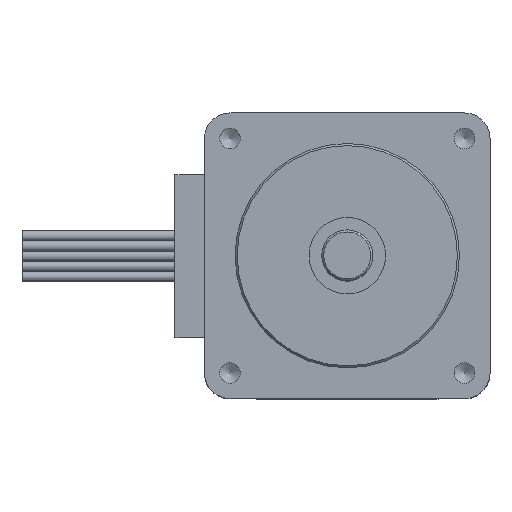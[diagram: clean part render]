
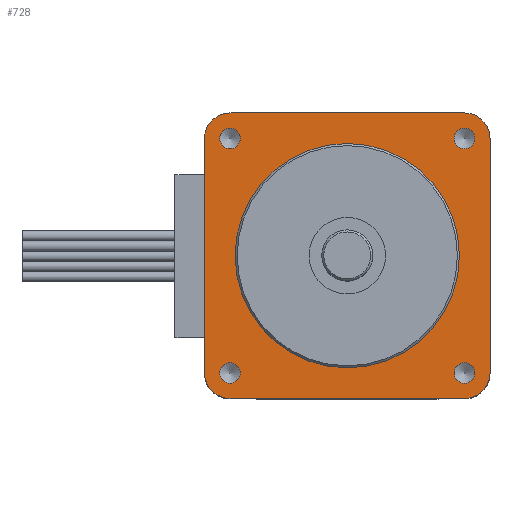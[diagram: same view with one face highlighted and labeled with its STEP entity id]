
A CAD part, top view. The second image highlights one B-rep face of the part: STEP entity #728.
In plain terms, the highlighted planar face has unit normal (0, 0, 1).
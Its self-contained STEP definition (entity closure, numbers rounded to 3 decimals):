
#168=CARTESIAN_POINT('',(11.0,0.,7.6));
#169=VERTEX_POINT('',#168);
#170=CARTESIAN_POINT('',(0.0,0.0,7.6));
#171=DIRECTION('',(0.0,0.0,-1.0));
#172=DIRECTION('',(-1.0,0.0,0.0));
#173=AXIS2_PLACEMENT_3D('',#170,#171,#172);
#174=CIRCLE('',#173,11.0);
#175=EDGE_CURVE('',#169,#169,#174,.T.);
#297=CARTESIAN_POINT('',(-12.507,-11.5,7.6));
#298=VERTEX_POINT('',#297);
#299=CARTESIAN_POINT('',(-11.5,-11.5,7.6));
#300=DIRECTION('',(0.0,0.0,-1.0));
#301=DIRECTION('',(1.0,0.0,0.0));
#302=AXIS2_PLACEMENT_3D('',#299,#300,#301);
#303=CIRCLE('',#302,1.007);
#304=EDGE_CURVE('',#298,#298,#303,.T.);
#334=CARTESIAN_POINT('',(10.494,-11.5,7.6));
#335=VERTEX_POINT('',#334);
#336=CARTESIAN_POINT('',(11.5,-11.5,7.6));
#337=DIRECTION('',(0.0,0.0,-1.0));
#338=DIRECTION('',(1.0,0.0,0.0));
#339=AXIS2_PLACEMENT_3D('',#336,#337,#338);
#340=CIRCLE('',#339,1.007);
#341=EDGE_CURVE('',#335,#335,#340,.T.);
#371=CARTESIAN_POINT('',(-12.507,11.5,7.6));
#372=VERTEX_POINT('',#371);
#373=CARTESIAN_POINT('',(-11.5,11.5,7.6));
#374=DIRECTION('',(0.0,0.0,-1.0));
#375=DIRECTION('',(1.0,0.0,0.0));
#376=AXIS2_PLACEMENT_3D('',#373,#374,#375);
#377=CIRCLE('',#376,1.007);
#378=EDGE_CURVE('',#372,#372,#377,.T.);
#408=CARTESIAN_POINT('',(10.494,11.5,7.6));
#409=VERTEX_POINT('',#408);
#410=CARTESIAN_POINT('',(11.5,11.5,7.6));
#411=DIRECTION('',(0.0,0.0,-1.0));
#412=DIRECTION('',(1.0,0.0,0.0));
#413=AXIS2_PLACEMENT_3D('',#410,#411,#412);
#414=CIRCLE('',#413,1.007);
#415=EDGE_CURVE('',#409,#409,#414,.T.);
#428=CARTESIAN_POINT('',(-11.5,14.,7.6));
#429=VERTEX_POINT('',#428);
#430=CARTESIAN_POINT('',(11.5,14.,7.6));
#431=VERTEX_POINT('',#430);
#432=CARTESIAN_POINT('',(-11.5,14.,7.6));
#433=DIRECTION('',(1.0,0.0,0.0));
#434=VECTOR('',#433,23.);
#435=LINE('',#432,#434);
#436=EDGE_CURVE('',#429,#431,#435,.T.);
#468=CARTESIAN_POINT('',(14.,11.5,7.6));
#469=VERTEX_POINT('',#468);
#470=CARTESIAN_POINT('',(11.5,11.5,7.6));
#471=DIRECTION('',(0.0,0.0,-1.0));
#472=DIRECTION('',(1.0,0.0,0.0));
#473=AXIS2_PLACEMENT_3D('',#470,#471,#472);
#474=CIRCLE('',#473,2.5);
#475=EDGE_CURVE('',#431,#469,#474,.T.);
#501=CARTESIAN_POINT('',(14.,-11.5,7.6));
#502=VERTEX_POINT('',#501);
#503=CARTESIAN_POINT('',(14.,11.5,7.6));
#504=DIRECTION('',(0.0,-1.0,0.0));
#505=VECTOR('',#504,23.);
#506=LINE('',#503,#505);
#507=EDGE_CURVE('',#469,#502,#506,.T.);
#532=CARTESIAN_POINT('',(11.5,-14.,7.6));
#533=VERTEX_POINT('',#532);
#534=CARTESIAN_POINT('',(11.5,-11.5,7.6));
#535=DIRECTION('',(0.0,0.0,-1.0));
#536=DIRECTION('',(0.0,-1.0,0.0));
#537=AXIS2_PLACEMENT_3D('',#534,#535,#536);
#538=CIRCLE('',#537,2.5);
#539=EDGE_CURVE('',#502,#533,#538,.T.);
#565=CARTESIAN_POINT('',(-11.5,-14.,7.6));
#566=VERTEX_POINT('',#565);
#567=CARTESIAN_POINT('',(11.5,-14.,7.6));
#568=DIRECTION('',(-1.0,0.0,0.0));
#569=VECTOR('',#568,23.0);
#570=LINE('',#567,#569);
#571=EDGE_CURVE('',#533,#566,#570,.T.);
#596=CARTESIAN_POINT('',(-14.,-11.5,7.6));
#597=VERTEX_POINT('',#596);
#598=CARTESIAN_POINT('',(-11.5,-11.5,7.6));
#599=DIRECTION('',(0.0,0.0,-1.0));
#600=DIRECTION('',(-1.0,0.0,0.0));
#601=AXIS2_PLACEMENT_3D('',#598,#599,#600);
#602=CIRCLE('',#601,2.5);
#603=EDGE_CURVE('',#566,#597,#602,.T.);
#629=CARTESIAN_POINT('',(-14.,11.5,7.6));
#630=VERTEX_POINT('',#629);
#631=CARTESIAN_POINT('',(-14.,-11.5,7.6));
#632=DIRECTION('',(0.0,1.0,0.0));
#633=VECTOR('',#632,23.);
#634=LINE('',#631,#633);
#635=EDGE_CURVE('',#597,#630,#634,.T.);
#660=CARTESIAN_POINT('',(-11.5,11.5,7.6));
#661=DIRECTION('',(0.0,0.0,-1.0));
#662=DIRECTION('',(0.0,1.0,0.0));
#663=AXIS2_PLACEMENT_3D('',#660,#661,#662);
#664=CIRCLE('',#663,2.5);
#665=EDGE_CURVE('',#630,#429,#664,.T.);
#698=CARTESIAN_POINT('',(0.,0.,7.6));
#699=DIRECTION('',(0.0,0.0,1.0));
#700=DIRECTION('',(1.0,0.0,0.0));
#701=AXIS2_PLACEMENT_3D('',#698,#699,#700);
#702=PLANE('',#701);
#703=ORIENTED_EDGE('',*,*,#436,.F.);
#704=ORIENTED_EDGE('',*,*,#665,.F.);
#705=ORIENTED_EDGE('',*,*,#635,.F.);
#706=ORIENTED_EDGE('',*,*,#603,.F.);
#707=ORIENTED_EDGE('',*,*,#571,.F.);
#708=ORIENTED_EDGE('',*,*,#539,.F.);
#709=ORIENTED_EDGE('',*,*,#507,.F.);
#710=ORIENTED_EDGE('',*,*,#475,.F.);
#711=EDGE_LOOP('',(#703,#704,#705,#706,#707,#708,#709,#710));
#712=FACE_OUTER_BOUND('',#711,.T.);
#713=ORIENTED_EDGE('',*,*,#304,.T.);
#714=EDGE_LOOP('',(#713));
#715=FACE_BOUND('',#714,.T.);
#716=ORIENTED_EDGE('',*,*,#341,.T.);
#717=EDGE_LOOP('',(#716));
#718=FACE_BOUND('',#717,.T.);
#719=ORIENTED_EDGE('',*,*,#378,.T.);
#720=EDGE_LOOP('',(#719));
#721=FACE_BOUND('',#720,.T.);
#722=ORIENTED_EDGE('',*,*,#415,.T.);
#723=EDGE_LOOP('',(#722));
#724=FACE_BOUND('',#723,.T.);
#725=ORIENTED_EDGE('',*,*,#175,.T.);
#726=EDGE_LOOP('',(#725));
#727=FACE_BOUND('',#726,.T.);
#728=ADVANCED_FACE('',(#712,#715,#718,#721,#724,#727),#702,.T.);
